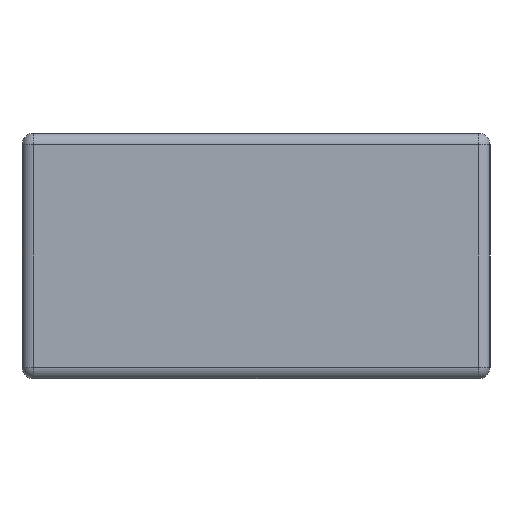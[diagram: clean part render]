
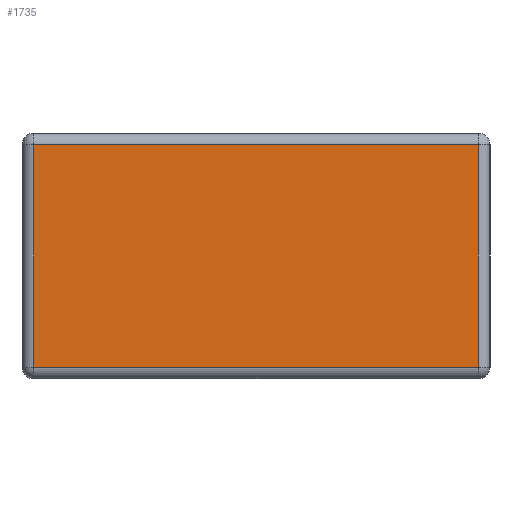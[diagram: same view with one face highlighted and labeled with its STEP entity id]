
A CAD part, left-side view. The second image highlights one B-rep face of the part: STEP entity #1735.
In plain terms, the highlighted planar face has unit normal (-1, 0, 0).
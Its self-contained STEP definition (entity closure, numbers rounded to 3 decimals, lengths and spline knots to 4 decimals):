
#244=FACE_OUTER_BOUND('',#356,.T.);
#356=EDGE_LOOP('',(#1283,#1284,#1285,#1286));
#458=LINE('',#2593,#612);
#459=LINE('',#2602,#613);
#472=LINE('',#2641,#626);
#474=LINE('',#2644,#628);
#612=VECTOR('',#2140,10.);
#613=VECTOR('',#2151,10.);
#626=VECTOR('',#2196,10.);
#628=VECTOR('',#2200,10.);
#764=VERTEX_POINT('',#2566);
#767=VERTEX_POINT('',#2576);
#771=VERTEX_POINT('',#2588);
#772=VERTEX_POINT('',#2595);
#934=EDGE_CURVE('',#764,#771,#458,.T.);
#938=EDGE_CURVE('',#772,#767,#459,.T.);
#959=EDGE_CURVE('',#771,#772,#472,.T.);
#961=EDGE_CURVE('',#767,#764,#474,.T.);
#1283=ORIENTED_EDGE('',*,*,#938,.F.);
#1284=ORIENTED_EDGE('',*,*,#959,.F.);
#1285=ORIENTED_EDGE('',*,*,#934,.F.);
#1286=ORIENTED_EDGE('',*,*,#961,.F.);
#1666=PLANE('',#1963);
#1735=ADVANCED_FACE('',(#244),#1666,.T.);
#1963=AXIS2_PLACEMENT_3D('',#2672,#2230,#2231);
#2140=DIRECTION('',(0.,0.,1.));
#2151=DIRECTION('',(0.,0.,-1.));
#2196=DIRECTION('',(0.,-1.,0.));
#2200=DIRECTION('',(0.,1.,0.));
#2230=DIRECTION('center_axis',(-1.,0.,0.));
#2231=DIRECTION('ref_axis',(0.,-1.,0.));
#2566=CARTESIAN_POINT('',(-1.6,0.75,0.04));
#2576=CARTESIAN_POINT('',(-1.6,-0.75,0.04));
#2588=CARTESIAN_POINT('',(-1.6,0.75,0.79));
#2593=CARTESIAN_POINT('',(-1.6,0.75,0.));
#2595=CARTESIAN_POINT('',(-1.6,-0.75,0.79));
#2602=CARTESIAN_POINT('',(-1.6,-0.75,0.));
#2641=CARTESIAN_POINT('',(-1.6,0.395,0.79));
#2644=CARTESIAN_POINT('',(-1.6,0.395,0.04));
#2672=CARTESIAN_POINT('Origin',(-1.6,0.79,0.));
